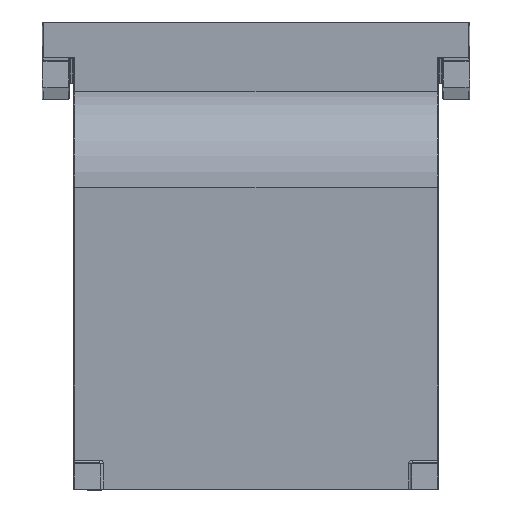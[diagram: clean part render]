
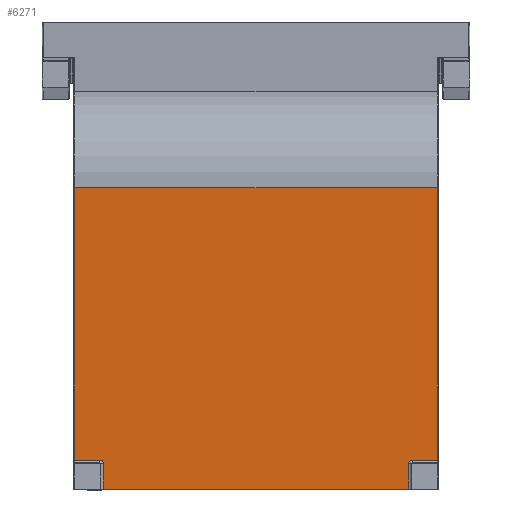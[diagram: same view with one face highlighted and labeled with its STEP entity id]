
A CAD part, front view. The second image highlights one B-rep face of the part: STEP entity #6271.
In plain terms, the highlighted planar face has unit normal (0, -0.998, -0.07).
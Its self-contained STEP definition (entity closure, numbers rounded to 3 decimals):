
#66 = DIRECTION ( 'NONE',  ( 0., -0.07, 0.998 ) ) ;
#144 = VECTOR ( 'NONE', #2594, 1000. ) ;
#285 = ORIENTED_EDGE ( 'NONE', *, *, #4716, .T. ) ;
#364 = EDGE_LOOP ( 'NONE', ( #3342, #3793, #1476, #1592, #7148, #285, #3613, #3788, #7415, #1308 ) ) ;
#407 = CARTESIAN_POINT ( 'NONE',  ( -1., 35.105, -226.791 ) ) ;
#765 = VERTEX_POINT ( 'NONE', #3672 ) ;
#843 = CARTESIAN_POINT ( 'NONE',  ( -372., 37.362, -259.07 ) ) ;
#920 = DIRECTION ( 'NONE',  ( 0., 0.07, -0.998 ) ) ;
#963 = DIRECTION ( 'NONE',  ( 0., 0.07, -0.998 ) ) ;
#1119 = CARTESIAN_POINT ( 'NONE',  ( -33., 37.362, -259.07 ) ) ;
#1229 = DIRECTION ( 'NONE',  ( 0., -0.07, 0.998 ) ) ;
#1303 = VECTOR ( 'NONE', #963, 1000. ) ;
#1308 = ORIENTED_EDGE ( 'NONE', *, *, #2300, .T. ) ;
#1329 = EDGE_CURVE ( 'NONE', #765, #4290, #3255, .T. ) ;
#1390 = CARTESIAN_POINT ( 'NONE',  ( -30., 13.952, 75.702 ) ) ;
#1476 = ORIENTED_EDGE ( 'NONE', *, *, #6565, .T. ) ;
#1559 = LINE ( 'NONE', #6258, #1303 ) ;
#1592 = ORIENTED_EDGE ( 'NONE', *, *, #2774, .T. ) ;
#1768 = CARTESIAN_POINT ( 'NONE',  ( -29., 35.105, -226.791 ) ) ;
#1811 = CARTESIAN_POINT ( 'NONE',  ( -33., 35.22, -228.448 ) ) ;
#1830 = VERTEX_POINT ( 'NONE', #1119 ) ;
#2070 = CARTESIAN_POINT ( 'NONE',  ( -376., 35.105, -226.791 ) ) ;
#2219 = LINE ( 'NONE', #4085, #4387 ) ;
#2300 = EDGE_CURVE ( 'NONE', #4477, #3845, #7476, .T. ) ;
#2594 = DIRECTION ( 'NONE',  ( 1., 0., 0. ) ) ;
#2706 = CARTESIAN_POINT ( 'NONE',  ( -30., 37.362, -259.07 ) ) ;
#2774 = EDGE_CURVE ( 'NONE', #7555, #5436, #3487, .T. ) ;
#2994 = DIRECTION ( 'NONE',  ( 1., 0., 0. ) ) ;
#3062 = DIRECTION ( 'NONE',  ( 0., 0.07, -0.998 ) ) ;
#3171 = VERTEX_POINT ( 'NONE', #3260 ) ;
#3243 = DIRECTION ( 'NONE',  ( 1., 0., 0. ) ) ;
#3255 = LINE ( 'NONE', #1390, #144 ) ;
#3260 = CARTESIAN_POINT ( 'NONE',  ( -404., 35.105, -226.791 ) ) ;
#3342 = ORIENTED_EDGE ( 'NONE', *, *, #7212, .T. ) ;
#3487 =( BOUNDED_CURVE ( )  B_SPLINE_CURVE ( 3, ( #7113, #1811, #4178, #6549 ),
 .UNSPECIFIED., .F., .T. ) 
 B_SPLINE_CURVE_WITH_KNOTS ( ( 4, 4 ),
 ( 4.712, 6.283 ),
 .UNSPECIFIED. ) 
 CURVE ( )  GEOMETRIC_REPRESENTATION_ITEM ( )  RATIONAL_B_SPLINE_CURVE ( ( 1., 0.805, 0.805, 1. ) ) 
 REPRESENTATION_ITEM ( '' )  );
#3532 = VECTOR ( 'NONE', #4533, 1000. ) ;
#3551 = VERTEX_POINT ( 'NONE', #843 ) ;
#3574 = VECTOR ( 'NONE', #3243, 1000. ) ;
#3613 = ORIENTED_EDGE ( 'NONE', *, *, #1329, .F. ) ;
#3672 = CARTESIAN_POINT ( 'NONE',  ( -404., 13.952, 75.702 ) ) ;
#3714 = PLANE ( 'NONE',  #4690 ) ;
#3788 = ORIENTED_EDGE ( 'NONE', *, *, #4253, .T. ) ;
#3793 = ORIENTED_EDGE ( 'NONE', *, *, #5136, .T. ) ;
#3845 = VERTEX_POINT ( 'NONE', #5927 ) ;
#4085 = CARTESIAN_POINT ( 'NONE',  ( -404., 35.105, -226.791 ) ) ;
#4132 = CARTESIAN_POINT ( 'NONE',  ( -1., 13.952, 75.702 ) ) ;
#4150 = VERTEX_POINT ( 'NONE', #407 ) ;
#4153 = FACE_OUTER_BOUND ( 'NONE', #364, .T. ) ;
#4178 = CARTESIAN_POINT ( 'NONE',  ( -31.343, 35.105, -226.791 ) ) ;
#4253 = EDGE_CURVE ( 'NONE', #765, #3171, #2219, .T. ) ;
#4290 = VERTEX_POINT ( 'NONE', #5246 ) ;
#4314 = CARTESIAN_POINT ( 'NONE',  ( -372., 35.22, -228.448 ) ) ;
#4387 = VECTOR ( 'NONE', #920, 1000. ) ;
#4477 = VERTEX_POINT ( 'NONE', #6974 ) ;
#4524 = CARTESIAN_POINT ( 'NONE',  ( -376., 35.105, -226.791 ) ) ;
#4533 = DIRECTION ( 'NONE',  ( 1., 0., 0. ) ) ;
#4660 = VECTOR ( 'NONE', #2994, 1000. ) ;
#4690 = AXIS2_PLACEMENT_3D ( 'NONE', #7225, #6526, #3062 ) ;
#4716 = EDGE_CURVE ( 'NONE', #4150, #4290, #7649, .T. ) ;
#4841 = CARTESIAN_POINT ( 'NONE',  ( 0., 35.105, -226.791 ) ) ;
#5136 = EDGE_CURVE ( 'NONE', #3551, #1830, #6554, .T. ) ;
#5149 = LINE ( 'NONE', #4524, #3574 ) ;
#5246 = CARTESIAN_POINT ( 'NONE',  ( -1., 13.952, 75.702 ) ) ;
#5436 = VERTEX_POINT ( 'NONE', #1768 ) ;
#5531 = EDGE_CURVE ( 'NONE', #3171, #4477, #5149, .T. ) ;
#5641 = VECTOR ( 'NONE', #66, 1000. ) ;
#5927 = CARTESIAN_POINT ( 'NONE',  ( -372., 35.384, -230.791 ) ) ;
#5977 = LINE ( 'NONE', #6476, #6046 ) ;
#6039 = CARTESIAN_POINT ( 'NONE',  ( -372., 35.384, -230.791 ) ) ;
#6046 = VECTOR ( 'NONE', #1229, 1000. ) ;
#6053 = CARTESIAN_POINT ( 'NONE',  ( -33., 35.384, -230.791 ) ) ;
#6258 = CARTESIAN_POINT ( 'NONE',  ( -372., 37.427, -260. ) ) ;
#6271 = ADVANCED_FACE ( 'NONE', ( #4153 ), #3714, .T. ) ;
#6476 = CARTESIAN_POINT ( 'NONE',  ( -33., 35.399, -231. ) ) ;
#6526 = DIRECTION ( 'NONE',  ( 0., -0.998, -0.07 ) ) ;
#6549 = CARTESIAN_POINT ( 'NONE',  ( -29., 35.105, -226.791 ) ) ;
#6554 = LINE ( 'NONE', #2706, #3532 ) ;
#6565 = EDGE_CURVE ( 'NONE', #1830, #7555, #5977, .T. ) ;
#6761 = CARTESIAN_POINT ( 'NONE',  ( -373.657, 35.105, -226.791 ) ) ;
#6974 = CARTESIAN_POINT ( 'NONE',  ( -376., 35.105, -226.791 ) ) ;
#7099 = LINE ( 'NONE', #4841, #4660 ) ;
#7113 = CARTESIAN_POINT ( 'NONE',  ( -33., 35.384, -230.791 ) ) ;
#7148 = ORIENTED_EDGE ( 'NONE', *, *, #7499, .T. ) ;
#7212 = EDGE_CURVE ( 'NONE', #3845, #3551, #1559, .T. ) ;
#7225 = CARTESIAN_POINT ( 'NONE',  ( -30., 13.952, 75.702 ) ) ;
#7415 = ORIENTED_EDGE ( 'NONE', *, *, #5531, .T. ) ;
#7476 =( BOUNDED_CURVE ( )  B_SPLINE_CURVE ( 3, ( #2070, #6761, #4314, #6039 ),
 .UNSPECIFIED., .F., .T. ) 
 B_SPLINE_CURVE_WITH_KNOTS ( ( 4, 4 ),
 ( 0., 1.571 ),
 .UNSPECIFIED. ) 
 CURVE ( )  GEOMETRIC_REPRESENTATION_ITEM ( )  RATIONAL_B_SPLINE_CURVE ( ( 1., 0.805, 0.805, 1. ) ) 
 REPRESENTATION_ITEM ( '' )  );
#7499 = EDGE_CURVE ( 'NONE', #5436, #4150, #7099, .T. ) ;
#7555 = VERTEX_POINT ( 'NONE', #6053 ) ;
#7649 = LINE ( 'NONE', #4132, #5641 ) ;
